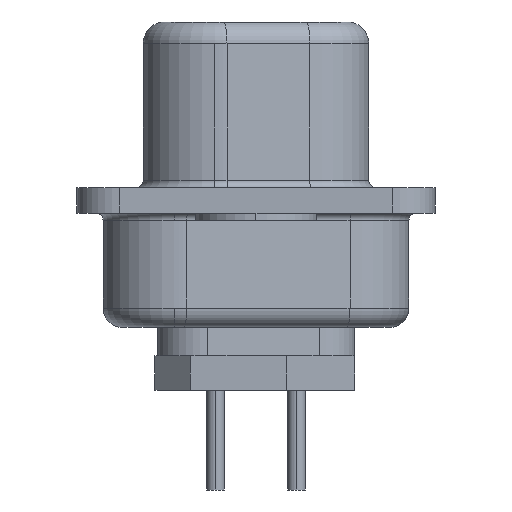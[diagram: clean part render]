
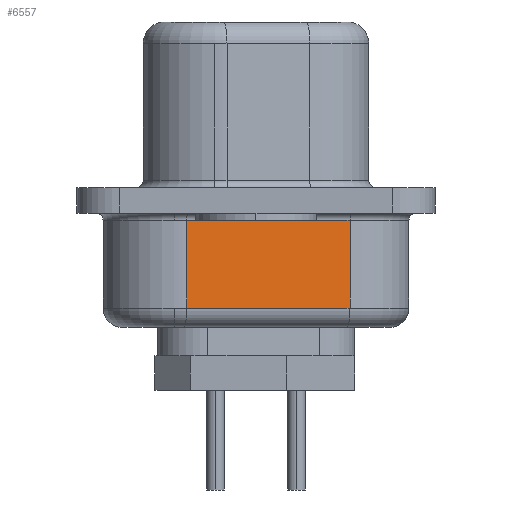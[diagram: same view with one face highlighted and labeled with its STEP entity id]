
A CAD part, left-side view. The second image highlights one B-rep face of the part: STEP entity #6557.
In plain terms, the highlighted planar face has unit normal (-0.985, -0.174, 0).
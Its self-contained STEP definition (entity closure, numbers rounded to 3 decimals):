
#59 = VERTEX_POINT ( 'NONE', #2802 ) ;
#127 = VERTEX_POINT ( 'NONE', #2870 ) ;
#185 = EDGE_CURVE ( 'NONE', #59, #18048, #7164, .T. ) ;
#592 = ORIENTED_EDGE ( 'NONE', *, *, #185, .T. ) ;
#672 = ORIENTED_EDGE ( 'NONE', *, *, #4272, .T. ) ;
#690 = ORIENTED_EDGE ( 'NONE', *, *, #4295, .T. ) ;
#1193 = ORIENTED_EDGE ( 'NONE', *, *, #4443, .F. ) ;
#2802 = CARTESIAN_POINT ( 'NONE',  ( -27.603, -3.294, -0.7 ) ) ;
#2870 = CARTESIAN_POINT ( 'NONE',  ( -27.603, -3.294, -3.775 ) ) ;
#3007 = DIRECTION ( 'NONE',  ( -0.174, 0.985, 0. ) ) ;
#3015 = CARTESIAN_POINT ( 'NONE',  ( -28.612, 2.426, -0.7 ) ) ;
#3662 = AXIS2_PLACEMENT_3D ( 'NONE', #11072, #11076, #11077 ) ;
#4272 = EDGE_CURVE ( 'NONE', #127, #59, #7960, .T. ) ;
#4295 = EDGE_CURVE ( 'NONE', #8781, #127, #7966, .T. ) ;
#4443 = EDGE_CURVE ( 'NONE', #8781, #18048, #8001, .T. ) ;
#6557 = ADVANCED_FACE ( 'NONE', ( #11865 ), #11074, .F. ) ;
#7164 = LINE ( 'NONE', #3015, #7167 ) ;
#7167 = VECTOR ( 'NONE', #3007, 1000. ) ;
#7960 = LINE ( 'NONE', #10081, #7964 ) ;
#7964 = VECTOR ( 'NONE', #10077, 1000. ) ;
#7966 = LINE ( 'NONE', #10086, #7968 ) ;
#7968 = VECTOR ( 'NONE', #10085, 1000. ) ;
#8001 = LINE ( 'NONE', #10164, #8003 ) ;
#8003 = VECTOR ( 'NONE', #10171, 1000. ) ;
#8222 = EDGE_LOOP ( 'NONE', ( #672, #592, #1193, #690 ) ) ;
#8781 = VERTEX_POINT ( 'NONE', #16946 ) ;
#10077 = DIRECTION ( 'NONE',  ( 0., 0., 1. ) ) ;
#10081 = CARTESIAN_POINT ( 'NONE',  ( -27.603, -3.294, -4.45 ) ) ;
#10085 = DIRECTION ( 'NONE',  ( 0.174, -0.985, 0. ) ) ;
#10086 = CARTESIAN_POINT ( 'NONE',  ( -27.603, -3.294, -3.775 ) ) ;
#10164 = CARTESIAN_POINT ( 'NONE',  ( -28.612, 2.426, -4.45 ) ) ;
#10171 = DIRECTION ( 'NONE',  ( 0., 0., 1. ) ) ;
#11072 = CARTESIAN_POINT ( 'NONE',  ( -28.612, 2.426, -4.45 ) ) ;
#11074 = PLANE ( 'NONE',  #3662 ) ;
#11076 = DIRECTION ( 'NONE',  ( 0.985, 0.174, 0. ) ) ;
#11077 = DIRECTION ( 'NONE',  ( -0.174, 0.985, 0. ) ) ;
#11865 = FACE_OUTER_BOUND ( 'NONE', #8222, .T. ) ;
#16946 = CARTESIAN_POINT ( 'NONE',  ( -28.612, 2.426, -3.775 ) ) ;
#17872 = CARTESIAN_POINT ( 'NONE',  ( -28.612, 2.426, -0.7 ) ) ;
#18048 = VERTEX_POINT ( 'NONE', #17872 ) ;
